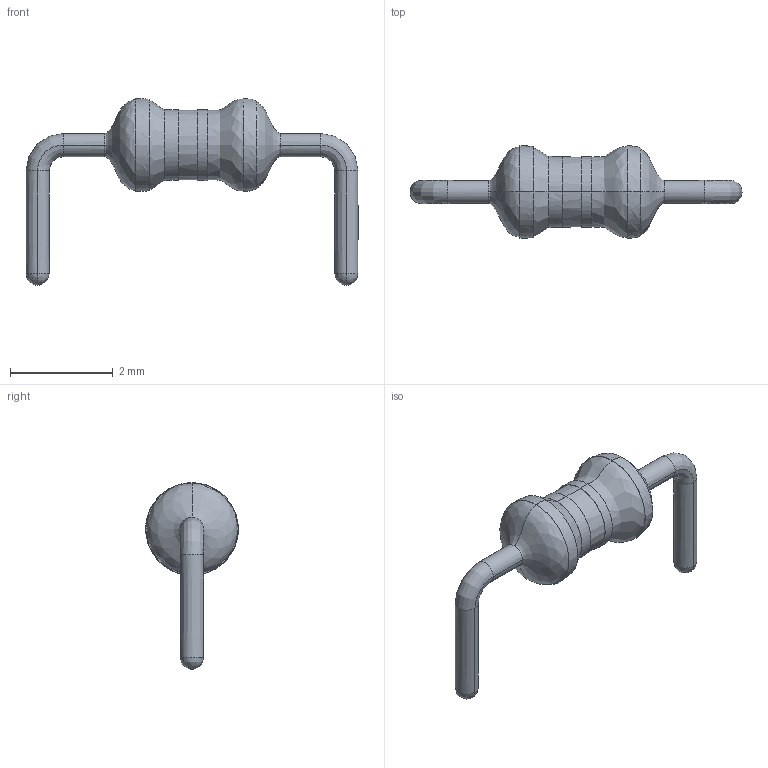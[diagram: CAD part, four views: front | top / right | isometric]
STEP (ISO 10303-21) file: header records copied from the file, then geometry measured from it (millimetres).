
FILE_DESCRIPTION(/* description */ (''),/* implementation_level */ '2;1');
FILE_NAME(/* name */ '8K2_MF~1',/* time_stamp */ '2014-12-24T11:40:04+01:00',/* author */ (''),/* organization */ (''),/* preprocessor_version */ 'ST-DEVELOPER v14',/* originating_system */ '',/* authorisation */ '');
FILE_SCHEMA (('AUTOMOTIVE_DESIGN'));
Length unit declared in the file: millimetre
Products named in the file (1): Document
Bounding box: 6.45 x 1.8 x 3.63 mm (x, y, z)
Volume: 1.7 mm3; surface area: 45.6 mm2
Topology: 1 solids, 6 shells, 42 faces, 100 edges, 50 vertices
Faces by surface type: bspline 42
Entity records: 8739 total; most frequent: CARTESIAN_POINT 8191, ORIENTED_EDGE 176, EDGE_CURVE 96, VERTEX_POINT 50, ADVANCED_FACE 42, FACE_OUTER_BOUND 42, EDGE_LOOP 42, B_SPLINE_CURVE_WITH_KNOTS 6
